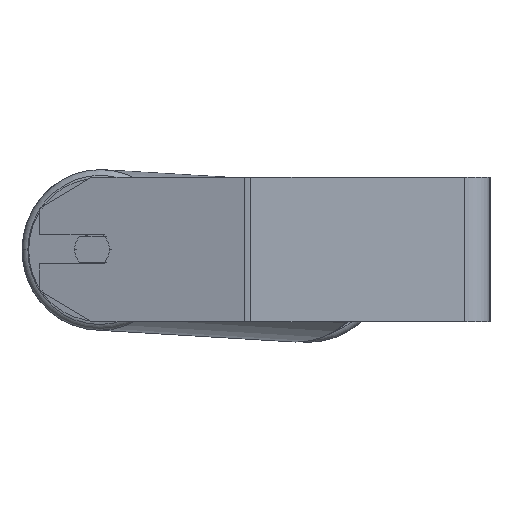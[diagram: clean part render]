
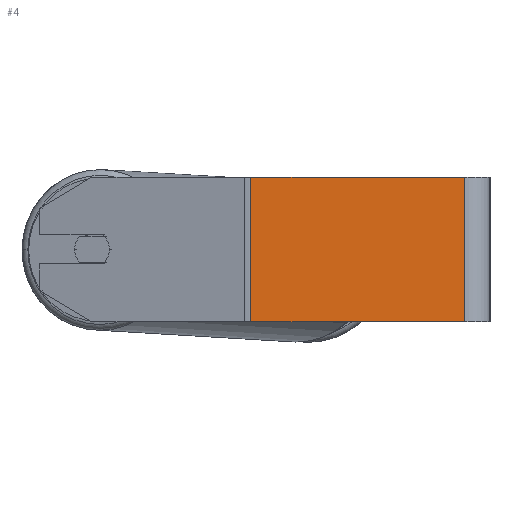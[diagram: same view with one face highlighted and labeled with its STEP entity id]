
A CAD part, left-side view. The second image highlights one B-rep face of the part: STEP entity #4.
In plain terms, the highlighted planar face has unit normal (-1, 0, 0).
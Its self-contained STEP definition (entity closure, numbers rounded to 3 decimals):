
#4 = ADVANCED_FACE ( 'NONE', ( #6672 ), #1940, .F. ) ;
#22 = ORIENTED_EDGE ( 'NONE', *, *, #8338, .T. ) ;
#442 = VERTEX_POINT ( 'NONE', #5963 ) ;
#523 = VERTEX_POINT ( 'NONE', #5214 ) ;
#826 = CARTESIAN_POINT ( 'NONE',  ( -700., 132.401, 40. ) ) ;
#1237 = VECTOR ( 'NONE', #2943, 1000. ) ;
#1250 = VECTOR ( 'NONE', #2738, 1000. ) ;
#1257 = CARTESIAN_POINT ( 'NONE',  ( -700., 134.244, 40. ) ) ;
#1898 = CARTESIAN_POINT ( 'NONE',  ( -700., 134.244, 40. ) ) ;
#1940 = PLANE ( 'NONE',  #2584 ) ;
#1956 = DIRECTION ( 'NONE',  ( 0., -1., 0. ) ) ;
#2569 = DIRECTION ( 'NONE',  ( 1., 0., 0. ) ) ;
#2584 = AXIS2_PLACEMENT_3D ( 'NONE', #1898, #2569, #7827 ) ;
#2665 = LINE ( 'NONE', #8017, #7473 ) ;
#2738 = DIRECTION ( 'NONE',  ( 0., -1., 0. ) ) ;
#2769 = LINE ( 'NONE', #826, #4047 ) ;
#2943 = DIRECTION ( 'NONE',  ( 0., 0., -1. ) ) ;
#2998 = ORIENTED_EDGE ( 'NONE', *, *, #5082, .F. ) ;
#3939 = EDGE_LOOP ( 'NONE', ( #22, #2998, #5210, #8667 ) ) ;
#4047 = VECTOR ( 'NONE', #5471, 1000. ) ;
#4138 = CARTESIAN_POINT ( 'NONE',  ( -700., 14., 40. ) ) ;
#4965 = CARTESIAN_POINT ( 'NONE',  ( -700., 14., -40. ) ) ;
#5082 = EDGE_CURVE ( 'NONE', #5382, #7987, #7591, .T. ) ;
#5103 = EDGE_CURVE ( 'NONE', #523, #442, #2769, .T. ) ;
#5210 = ORIENTED_EDGE ( 'NONE', *, *, #5722, .F. ) ;
#5214 = CARTESIAN_POINT ( 'NONE',  ( -700., 132.401, 40. ) ) ;
#5382 = VERTEX_POINT ( 'NONE', #7286 ) ;
#5471 = DIRECTION ( 'NONE',  ( 0., 0., -1. ) ) ;
#5722 = EDGE_CURVE ( 'NONE', #523, #5382, #7975, .T. ) ;
#5963 = CARTESIAN_POINT ( 'NONE',  ( -700., 132.401, -40. ) ) ;
#6672 = FACE_OUTER_BOUND ( 'NONE', #3939, .T. ) ;
#7286 = CARTESIAN_POINT ( 'NONE',  ( -700., 14., 40. ) ) ;
#7473 = VECTOR ( 'NONE', #1956, 1000. ) ;
#7591 = LINE ( 'NONE', #4138, #1237 ) ;
#7827 = DIRECTION ( 'NONE',  ( 0., 0., -1. ) ) ;
#7975 = LINE ( 'NONE', #1257, #1250 ) ;
#7987 = VERTEX_POINT ( 'NONE', #4965 ) ;
#8017 = CARTESIAN_POINT ( 'NONE',  ( -700., 134.244, -40. ) ) ;
#8338 = EDGE_CURVE ( 'NONE', #442, #7987, #2665, .T. ) ;
#8667 = ORIENTED_EDGE ( 'NONE', *, *, #5103, .T. ) ;
